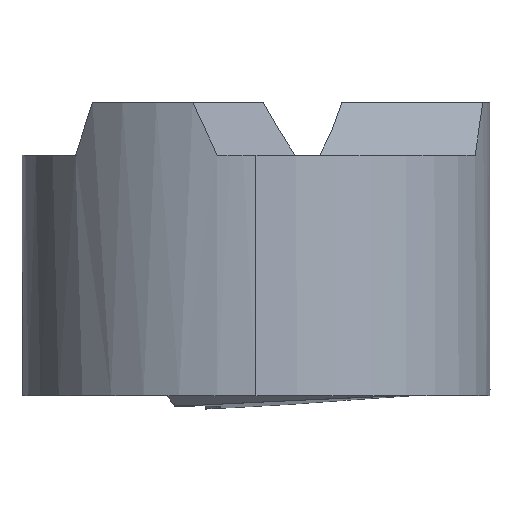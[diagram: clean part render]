
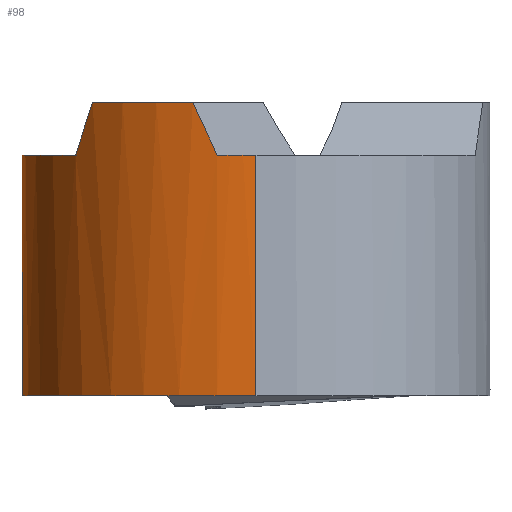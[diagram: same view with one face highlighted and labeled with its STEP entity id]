
A CAD part, left-side view. The second image highlights one B-rep face of the part: STEP entity #98.
In plain terms, the highlighted cylindrical face has radius 3.5 mm (diameter 7 mm), a partial arc.
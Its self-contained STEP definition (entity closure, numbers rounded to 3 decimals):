
#49=CYLINDRICAL_SURFACE('',#792,3.5);
#71=CIRCLE('',#787,3.5);
#72=CIRCLE('',#788,3.5);
#73=CIRCLE('',#789,3.5);
#74=CIRCLE('',#790,3.5);
#75=CIRCLE('',#791,3.5);
#98=ADVANCED_FACE('',(#160),#49,.T.);
#160=FACE_OUTER_BOUND('',#199,.T.);
#199=EDGE_LOOP('',(#346,#347,#348,#349,#350,#351,#352,#353,#354,#355));
#244=LINE('',#1228,#281);
#245=LINE('',#1253,#282);
#281=VECTOR('',#883,1.);
#282=VECTOR('',#892,1.);
#346=ORIENTED_EDGE('',*,*,#621,.F.);
#347=ORIENTED_EDGE('',*,*,#622,.T.);
#348=ORIENTED_EDGE('',*,*,#623,.F.);
#349=ORIENTED_EDGE('',*,*,#624,.F.);
#350=ORIENTED_EDGE('',*,*,#625,.F.);
#351=ORIENTED_EDGE('',*,*,#626,.F.);
#352=ORIENTED_EDGE('',*,*,#627,.F.);
#353=ORIENTED_EDGE('',*,*,#628,.F.);
#354=ORIENTED_EDGE('',*,*,#629,.F.);
#355=ORIENTED_EDGE('',*,*,#630,.F.);
#545=VERTEX_POINT('',#1226);
#546=VERTEX_POINT('',#1227);
#547=VERTEX_POINT('',#1229);
#548=VERTEX_POINT('',#1231);
#549=VERTEX_POINT('',#1236);
#550=VERTEX_POINT('',#1238);
#551=VERTEX_POINT('',#1243);
#552=VERTEX_POINT('',#1245);
#553=VERTEX_POINT('',#1250);
#554=VERTEX_POINT('',#1252);
#621=EDGE_CURVE('',#545,#546,#71,.T.);
#622=EDGE_CURVE('',#545,#547,#244,.T.);
#623=EDGE_CURVE('',#548,#547,#72,.T.);
#624=EDGE_CURVE('',#549,#548,#696,.T.);
#625=EDGE_CURVE('',#550,#549,#73,.T.);
#626=EDGE_CURVE('',#551,#550,#697,.T.);
#627=EDGE_CURVE('',#552,#551,#74,.T.);
#628=EDGE_CURVE('',#553,#552,#698,.T.);
#629=EDGE_CURVE('',#554,#553,#75,.T.);
#630=EDGE_CURVE('',#546,#554,#245,.T.);
#696=(
BOUNDED_CURVE()
B_SPLINE_CURVE(3,(#1232,#1233,#1234,#1235),.UNSPECIFIED.,.F.,.F.)
B_SPLINE_CURVE_WITH_KNOTS((4,4),(0.,1.),.UNSPECIFIED.)
CURVE()
GEOMETRIC_REPRESENTATION_ITEM()
RATIONAL_B_SPLINE_CURVE((1.,0.999,0.999,1.))
REPRESENTATION_ITEM('')
);
#697=(
BOUNDED_CURVE()
B_SPLINE_CURVE(3,(#1239,#1240,#1241,#1242),.UNSPECIFIED.,.F.,.F.)
B_SPLINE_CURVE_WITH_KNOTS((4,4),(0.,1.),.UNSPECIFIED.)
CURVE()
GEOMETRIC_REPRESENTATION_ITEM()
RATIONAL_B_SPLINE_CURVE((1.,0.999,0.999,1.))
REPRESENTATION_ITEM('')
);
#698=(
BOUNDED_CURVE()
B_SPLINE_CURVE(3,(#1246,#1247,#1248,#1249),.UNSPECIFIED.,.F.,.F.)
B_SPLINE_CURVE_WITH_KNOTS((4,4),(0.,1.),.UNSPECIFIED.)
CURVE()
GEOMETRIC_REPRESENTATION_ITEM()
RATIONAL_B_SPLINE_CURVE((1.,0.999,0.999,1.))
REPRESENTATION_ITEM('')
);
#787=AXIS2_PLACEMENT_3D('',#1225,#881,#882);
#788=AXIS2_PLACEMENT_3D('',#1230,#884,#885);
#789=AXIS2_PLACEMENT_3D('',#1237,#886,#887);
#790=AXIS2_PLACEMENT_3D('',#1244,#888,#889);
#791=AXIS2_PLACEMENT_3D('',#1251,#890,#891);
#792=AXIS2_PLACEMENT_3D('',#1254,#893,#894);
#881=DIRECTION('',(0.,0.,-1.));
#882=DIRECTION('',(1.,0.,0.));
#883=DIRECTION('',(0.,0.,1.));
#884=DIRECTION('',(0.,0.,1.));
#885=DIRECTION('',(-1.,0.,0.));
#886=DIRECTION('',(0.,0.,1.));
#887=DIRECTION('',(-1.,0.,0.));
#888=DIRECTION('',(0.,0.,1.));
#889=DIRECTION('',(-1.,0.,0.));
#890=DIRECTION('',(0.,0.,1.));
#891=DIRECTION('',(-1.,0.,0.));
#892=DIRECTION('',(0.,0.,1.));
#893=DIRECTION('',(0.,0.,1.));
#894=DIRECTION('',(-1.,0.,0.));
#1225=CARTESIAN_POINT('',(0.,0.,-3.6));
#1226=CARTESIAN_POINT('',(-3.5,0.,-3.6));
#1227=CARTESIAN_POINT('',(2.82,2.073,-3.6));
#1228=CARTESIAN_POINT('',(-3.5,0.,-4.));
#1229=CARTESIAN_POINT('',(-3.5,0.,0.));
#1230=CARTESIAN_POINT('',(0.,0.,0.));
#1231=CARTESIAN_POINT('',(-3.452,0.578,0.));
#1232=CARTESIAN_POINT('',(-3.37,0.947,0.78));
#1233=CARTESIAN_POINT('',(-3.404,0.825,0.516));
#1234=CARTESIAN_POINT('',(-3.431,0.703,0.255));
#1235=CARTESIAN_POINT('',(-3.452,0.578,0.));
#1236=CARTESIAN_POINT('',(-3.37,0.947,0.78));
#1237=CARTESIAN_POINT('',(0.,0.,0.78));
#1238=CARTESIAN_POINT('',(-2.505,2.445,0.78));
#1239=CARTESIAN_POINT('',(-2.227,2.7,0.));
#1240=CARTESIAN_POINT('',(-2.324,2.62,0.255));
#1241=CARTESIAN_POINT('',(-2.417,2.535,0.516));
#1242=CARTESIAN_POINT('',(-2.505,2.445,0.78));
#1243=CARTESIAN_POINT('',(-2.227,2.7,0.));
#1244=CARTESIAN_POINT('',(0.,0.,0.));
#1245=CARTESIAN_POINT('',(2.227,2.7,0.));
#1246=CARTESIAN_POINT('',(2.505,2.445,0.78));
#1247=CARTESIAN_POINT('',(2.417,2.535,0.516));
#1248=CARTESIAN_POINT('',(2.324,2.62,0.255));
#1249=CARTESIAN_POINT('',(2.227,2.7,0.));
#1250=CARTESIAN_POINT('',(2.505,2.445,0.78));
#1251=CARTESIAN_POINT('',(0.,0.,0.78));
#1252=CARTESIAN_POINT('',(2.82,2.073,0.78));
#1253=CARTESIAN_POINT('',(2.82,2.073,-4.));
#1254=CARTESIAN_POINT('',(0.,0.,-4.));
